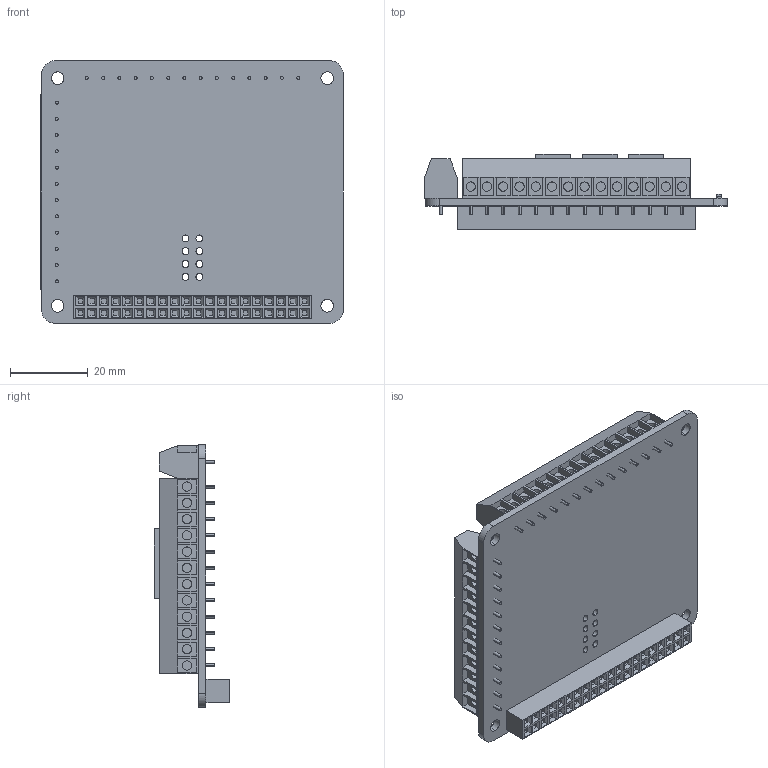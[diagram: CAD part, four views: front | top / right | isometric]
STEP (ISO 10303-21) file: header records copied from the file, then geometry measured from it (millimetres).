
FILE_DESCRIPTION(('FreeCAD Model'),'2;1');
FILE_NAME('Open CASCADE Shape Model','2025-05-08T08:57:27',('FreeCAD'),( 'FreeCAD'),'Open CASCADE STEP processor 7.6','FreeCAD','Unknown');
FILE_SCHEMA(('AUTOMOTIVE_DESIGN { 1 0 10303 214 1 1 1 1 }'));
Length unit declared in the file: millimetre
Products named in the file (1): Open CASCADE STEP translator 7.6 1
Bounding box: 77.95 x 19.37 x 67.55 mm (x, y, z)
Volume: 24222.7 mm3; surface area: 22271.2 mm2
Topology: 7 solids, 7 shells, 1212 faces, 2739 edges, 1670 vertices
Faces by surface type: bspline 1212
Entity records: 31574 total; most frequent: CARTESIAN_POINT 14469, ORIENTED_EDGE 5478, EDGE_CURVE 2739, B_SPLINE_CURVE_WITH_KNOTS 2235, VERTEX_POINT 1670, FACE_BOUND 1365, EDGE_LOOP 1365, ADVANCED_FACE 1212
